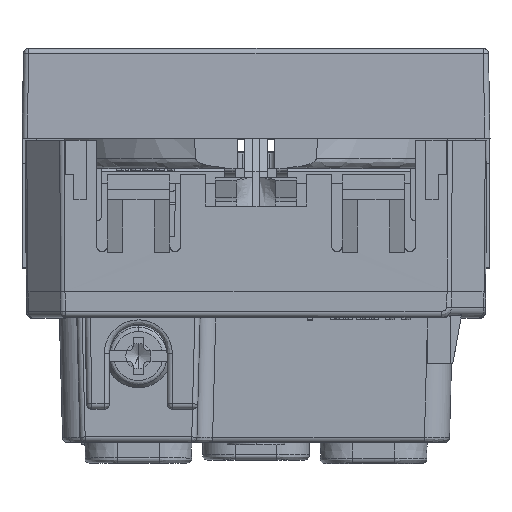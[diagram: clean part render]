
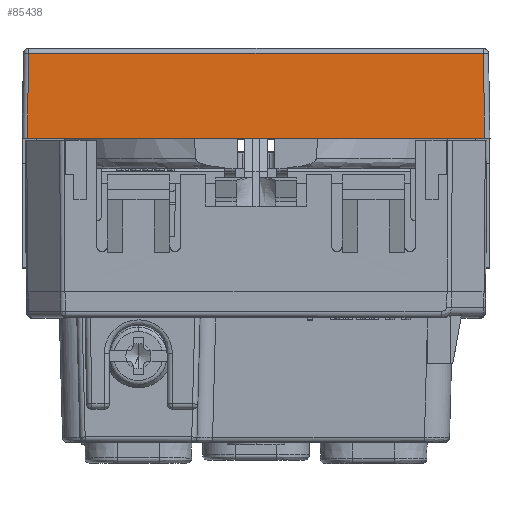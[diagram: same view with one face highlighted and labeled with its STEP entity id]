
A CAD part, top view. The second image highlights one B-rep face of the part: STEP entity #85438.
In plain terms, the highlighted face is planar.
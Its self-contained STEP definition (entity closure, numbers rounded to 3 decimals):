
#97 = CARTESIAN_POINT ( 'NONE',  ( -21.767, -22.467, 10.509 ) ) ;
#1544 = EDGE_CURVE ( 'NONE', #120190, #66232, #114229, .T. ) ;
#11890 = CARTESIAN_POINT ( 'NONE',  ( 0., -22.608, 2.4 ) ) ;
#12436 = PLANE ( 'NONE',  #46861 ) ;
#21200 = B_SPLINE_CURVE_WITH_KNOTS ( 'NONE', 3,
 ( #135062, #42384, #146654, #122532 ),
 .UNSPECIFIED., .F., .F.,
 ( 4, 4 ),
 ( 0., 1. ),
 .UNSPECIFIED. ) ;
#26584 = VECTOR ( 'NONE', #63176, 1000. ) ;
#42384 = CARTESIAN_POINT ( 'NONE',  ( -7.256, -22.467, 10.511 ) ) ;
#45355 = CARTESIAN_POINT ( 'NONE',  ( 21.767, -22.466, 10.515 ) ) ;
#45615 = FACE_OUTER_BOUND ( 'NONE', #119095, .T. ) ;
#46861 = AXIS2_PLACEMENT_3D ( 'NONE', #92133, #82070, #139386 ) ;
#58783 = ORIENTED_EDGE ( 'NONE', *, *, #60960, .T. ) ;
#58797 = VECTOR ( 'NONE', #115206, 1000. ) ;
#59692 = ORIENTED_EDGE ( 'NONE', *, *, #115295, .F. ) ;
#60918 = LINE ( 'NONE', #97949, #26584 ) ;
#60960 = EDGE_CURVE ( 'NONE', #126200, #69371, #60918, .T. ) ;
#63176 = DIRECTION ( 'NONE',  ( -0.017, 0.017, 1. ) ) ;
#66232 = VERTEX_POINT ( 'NONE', #142296 ) ;
#67099 = VECTOR ( 'NONE', #114992, 1000. ) ;
#69371 = VERTEX_POINT ( 'NONE', #45355 ) ;
#77857 = ORIENTED_EDGE ( 'NONE', *, *, #107357, .T. ) ;
#82070 = DIRECTION ( 'NONE',  ( 0., -1., 0.017 ) ) ;
#85438 = ADVANCED_FACE ( 'NONE', ( #45615 ), #12436, .T. ) ;
#92133 = CARTESIAN_POINT ( 'NONE',  ( 0., -22.65, 0. ) ) ;
#97192 = CARTESIAN_POINT ( 'NONE',  ( 21.908, -22.608, 2.4 ) ) ;
#97552 = CARTESIAN_POINT ( 'NONE',  ( -21.767, -22.467, 10.509 ) ) ;
#97949 = CARTESIAN_POINT ( 'NONE',  ( 21.908, -22.608, 2.4 ) ) ;
#103128 = ORIENTED_EDGE ( 'NONE', *, *, #1544, .T. ) ;
#107357 = EDGE_CURVE ( 'NONE', #66232, #126200, #127300, .T. ) ;
#114229 = LINE ( 'NONE', #97, #67099 ) ;
#114992 = DIRECTION ( 'NONE',  ( -0.017, -0.017, -1. ) ) ;
#115206 = DIRECTION ( 'NONE',  ( 1., 0., 0. ) ) ;
#115295 = EDGE_CURVE ( 'NONE', #120190, #69371, #21200, .T. ) ;
#119095 = EDGE_LOOP ( 'NONE', ( #103128, #77857, #58783, #59692 ) ) ;
#120190 = VERTEX_POINT ( 'NONE', #97552 ) ;
#122532 = CARTESIAN_POINT ( 'NONE',  ( 21.767, -22.466, 10.515 ) ) ;
#126200 = VERTEX_POINT ( 'NONE', #97192 ) ;
#127300 = LINE ( 'NONE', #11890, #58797 ) ;
#135062 = CARTESIAN_POINT ( 'NONE',  ( -21.767, -22.467, 10.509 ) ) ;
#139386 = DIRECTION ( 'NONE',  ( 0., -0.017, -1. ) ) ;
#142296 = CARTESIAN_POINT ( 'NONE',  ( -21.908, -22.608, 2.4 ) ) ;
#146654 = CARTESIAN_POINT ( 'NONE',  ( 7.256, -22.466, 10.513 ) ) ;
